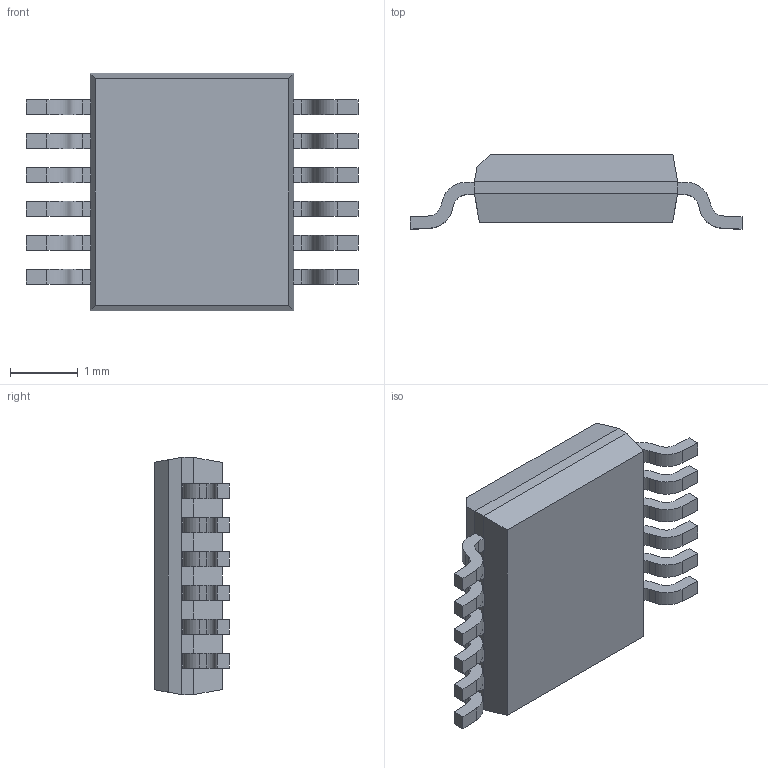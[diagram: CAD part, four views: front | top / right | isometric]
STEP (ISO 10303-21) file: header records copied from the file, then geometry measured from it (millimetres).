
FILE_DESCRIPTION (( 'STEP AP214' ), '1' );
FILE_NAME ('MSOP12-3-0.5.STEP', '2019-08-21T04:20:22', ( '' ), ( '' ), 'SwSTEP 2.0', 'SolidWorks 2017', '' );
FILE_SCHEMA (( 'AUTOMOTIVE_DESIGN' ));
Length unit declared in the file: millimetre
Products named in the file (1): MSOP12-3-0.5
Bounding box: 4.9 x 1.1 x 3.5 mm (x, y, z)
Volume: 10.6 mm3; surface area: 43.5 mm2
Topology: 1 solids, 1 shells, 174 faces, 505 edges, 334 vertices
Faces by surface type: plane 124, cylinder 48, cone 2
Entity records: 7455 total; most frequent: CARTESIAN_POINT 1014, ORIENTED_EDGE 1010, DIRECTION 955, EDGE_CURVE 505, VECTOR 405, LINE 405, VERTEX_POINT 334, AXIS2_PLACEMENT_3D 275
